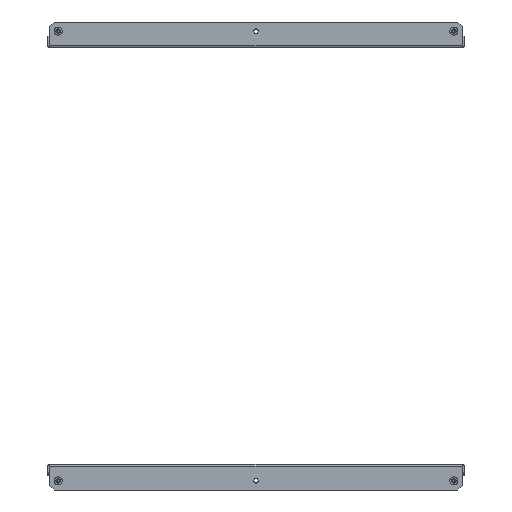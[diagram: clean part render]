
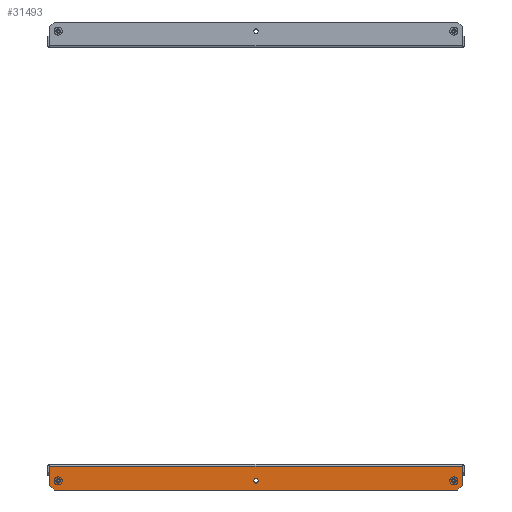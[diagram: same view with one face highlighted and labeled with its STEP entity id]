
A CAD part, left-side view. The second image highlights one B-rep face of the part: STEP entity #31493.
In plain terms, the highlighted planar face has unit normal (-1, 0, 0).
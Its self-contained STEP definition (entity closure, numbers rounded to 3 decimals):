
#35 = DIRECTION ( 'NONE',  ( 0., 0., 1. ) ) ;
#89 = DIRECTION ( 'NONE',  ( 0., 0., -1. ) ) ;
#120 = DIRECTION ( 'NONE',  ( 0., 0., 1. ) ) ;
#355 = DIRECTION ( 'NONE',  ( -1., 0., 0. ) ) ;
#413 = CARTESIAN_POINT ( 'NONE',  ( -248.5, 237.5, -20. ) ) ;
#742 = CARTESIAN_POINT ( 'NONE',  ( -248.5, 247.5, -26. ) ) ;
#862 = DIRECTION ( 'NONE',  ( 0., 0., 1. ) ) ;
#1236 = EDGE_CURVE ( 'NONE', #32054, #10360, #20877, .T. ) ;
#1557 = VERTEX_POINT ( 'NONE', #742 ) ;
#2267 = EDGE_CURVE ( 'NONE', #31946, #11278, #6250, .T. ) ;
#2540 = CARTESIAN_POINT ( 'NONE',  ( -248.5, -247.5, -31. ) ) ;
#3118 = DIRECTION ( 'NONE',  ( -1., 0., 0. ) ) ;
#3130 = ORIENTED_EDGE ( 'NONE', *, *, #18511, .T. ) ;
#3572 = DIRECTION ( 'NONE',  ( 0., 1., 0. ) ) ;
#3588 = LINE ( 'NONE', #23196, #22485 ) ;
#3604 = CARTESIAN_POINT ( 'NONE',  ( -248.5, 247.5, -2.5 ) ) ;
#3641 = ORIENTED_EDGE ( 'NONE', *, *, #17568, .F. ) ;
#3811 = VERTEX_POINT ( 'NONE', #21018 ) ;
#3828 = EDGE_LOOP ( 'NONE', ( #20547, #5238 ) ) ;
#3978 = CIRCLE ( 'NONE', #10780, 2.75 ) ;
#5238 = ORIENTED_EDGE ( 'NONE', *, *, #2267, .F. ) ;
#5451 = CARTESIAN_POINT ( 'NONE',  ( -248.5, -237.5, -20. ) ) ;
#5636 = CARTESIAN_POINT ( 'NONE',  ( -248.5, 247.5, -1.5 ) ) ;
#5800 = VERTEX_POINT ( 'NONE', #20475 ) ;
#6102 = CARTESIAN_POINT ( 'NONE',  ( -248.5, -237.5, -20. ) ) ;
#6250 = CIRCLE ( 'NONE', #14581, 2.75 ) ;
#6307 = CARTESIAN_POINT ( 'NONE',  ( -248.5, 0., -20. ) ) ;
#6552 = EDGE_CURVE ( 'NONE', #11278, #31946, #3978, .T. ) ;
#6805 = CARTESIAN_POINT ( 'NONE',  ( -248.5, -242.5, -31. ) ) ;
#6962 = VECTOR ( 'NONE', #27094, 1000. ) ;
#7183 = EDGE_CURVE ( 'NONE', #3811, #13348, #11331, .T. ) ;
#7779 = VECTOR ( 'NONE', #30681, 1000. ) ;
#7894 = CARTESIAN_POINT ( 'NONE',  ( -248.5, 237.5, -20. ) ) ;
#7978 = CARTESIAN_POINT ( 'NONE',  ( -248.5, 0., -22.75 ) ) ;
#8595 = DIRECTION ( 'NONE',  ( 0., 0., 1. ) ) ;
#8661 = FACE_BOUND ( 'NONE', #10068, .T. ) ;
#9119 = LINE ( 'NONE', #15973, #24791 ) ;
#9762 = VECTOR ( 'NONE', #89, 1000. ) ;
#9836 = ORIENTED_EDGE ( 'NONE', *, *, #1236, .T. ) ;
#10068 = EDGE_LOOP ( 'NONE', ( #3641, #28073 ) ) ;
#10360 = VERTEX_POINT ( 'NONE', #14858 ) ;
#10706 = DIRECTION ( 'NONE',  ( 0., 0., 1. ) ) ;
#10780 = AXIS2_PLACEMENT_3D ( 'NONE', #29867, #12397, #19908 ) ;
#11278 = VERTEX_POINT ( 'NONE', #12666 ) ;
#11331 = CIRCLE ( 'NONE', #20191, 2.75 ) ;
#11703 = AXIS2_PLACEMENT_3D ( 'NONE', #5451, #23248, #862 ) ;
#11942 = ORIENTED_EDGE ( 'NONE', *, *, #28372, .F. ) ;
#12132 = EDGE_LOOP ( 'NONE', ( #11942, #3130, #30219, #9836, #17671, #28868 ) ) ;
#12397 = DIRECTION ( 'NONE',  ( -1., 0., 0. ) ) ;
#12666 = CARTESIAN_POINT ( 'NONE',  ( -248.5, 0., -17.25 ) ) ;
#13232 = FACE_BOUND ( 'NONE', #3828, .T. ) ;
#13348 = VERTEX_POINT ( 'NONE', #21477 ) ;
#13707 = VERTEX_POINT ( 'NONE', #20165 ) ;
#13768 = DIRECTION ( 'NONE',  ( 1., 0., 0. ) ) ;
#13899 = CARTESIAN_POINT ( 'NONE',  ( -248.5, 237.5, -17.25 ) ) ;
#14052 = EDGE_CURVE ( 'NONE', #14123, #14137, #30503, .T. ) ;
#14123 = VERTEX_POINT ( 'NONE', #16018 ) ;
#14137 = VERTEX_POINT ( 'NONE', #13899 ) ;
#14581 = AXIS2_PLACEMENT_3D ( 'NONE', #6307, #23291, #8595 ) ;
#14656 = LINE ( 'NONE', #5636, #32103 ) ;
#14858 = CARTESIAN_POINT ( 'NONE',  ( -248.5, -247.5, -26. ) ) ;
#15364 = CIRCLE ( 'NONE', #11703, 2.75 ) ;
#15754 = DIRECTION ( 'NONE',  ( -1., 0., 0. ) ) ;
#15973 = CARTESIAN_POINT ( 'NONE',  ( -248.5, 0., -2.5 ) ) ;
#16018 = CARTESIAN_POINT ( 'NONE',  ( -248.5, 237.5, -22.75 ) ) ;
#16163 = CARTESIAN_POINT ( 'NONE',  ( -248.5, 0., 0. ) ) ;
#16196 = CIRCLE ( 'NONE', #28715, 2.75 ) ;
#17135 = CARTESIAN_POINT ( 'NONE',  ( -248.5, 247.5, -31. ) ) ;
#17568 = EDGE_CURVE ( 'NONE', #14137, #14123, #16196, .T. ) ;
#17671 = ORIENTED_EDGE ( 'NONE', *, *, #30009, .F. ) ;
#18446 = FACE_OUTER_BOUND ( 'NONE', #12132, .T. ) ;
#18511 = EDGE_CURVE ( 'NONE', #1557, #13707, #3588, .T. ) ;
#18775 = DIRECTION ( 'NONE',  ( 0., -0.707, -0.707 ) ) ;
#19908 = DIRECTION ( 'NONE',  ( 0., 0., 1. ) ) ;
#20165 = CARTESIAN_POINT ( 'NONE',  ( -248.5, 242.5, -31. ) ) ;
#20185 = AXIS2_PLACEMENT_3D ( 'NONE', #16163, #3118, #23038 ) ;
#20191 = AXIS2_PLACEMENT_3D ( 'NONE', #6102, #13768, #23731 ) ;
#20475 = CARTESIAN_POINT ( 'NONE',  ( -248.5, -247.5, -2.5 ) ) ;
#20547 = ORIENTED_EDGE ( 'NONE', *, *, #6552, .F. ) ;
#20877 = LINE ( 'NONE', #31156, #7779 ) ;
#21018 = CARTESIAN_POINT ( 'NONE',  ( -248.5, -237.5, -22.75 ) ) ;
#21477 = CARTESIAN_POINT ( 'NONE',  ( -248.5, -237.5, -17.25 ) ) ;
#22485 = VECTOR ( 'NONE', #18775, 1000. ) ;
#23038 = DIRECTION ( 'NONE',  ( 0., 0., 1. ) ) ;
#23196 = CARTESIAN_POINT ( 'NONE',  ( -248.5, 136.75, -136.75 ) ) ;
#23203 = ORIENTED_EDGE ( 'NONE', *, *, #23627, .T. ) ;
#23248 = DIRECTION ( 'NONE',  ( 1., 0., 0. ) ) ;
#23291 = DIRECTION ( 'NONE',  ( -1., 0., 0. ) ) ;
#23627 = EDGE_CURVE ( 'NONE', #13348, #3811, #15364, .T. ) ;
#23731 = DIRECTION ( 'NONE',  ( 0., 0., 1. ) ) ;
#24131 = VERTEX_POINT ( 'NONE', #3604 ) ;
#24310 = EDGE_CURVE ( 'NONE', #32054, #13707, #31679, .T. ) ;
#24791 = VECTOR ( 'NONE', #3572, 1000. ) ;
#25490 = PLANE ( 'NONE',  #20185 ) ;
#25984 = EDGE_CURVE ( 'NONE', #5800, #24131, #9119, .T. ) ;
#27094 = DIRECTION ( 'NONE',  ( 0., 1., 0. ) ) ;
#27353 = LINE ( 'NONE', #2540, #9762 ) ;
#27361 = AXIS2_PLACEMENT_3D ( 'NONE', #7894, #355, #35 ) ;
#27934 = FACE_BOUND ( 'NONE', #31954, .T. ) ;
#28073 = ORIENTED_EDGE ( 'NONE', *, *, #14052, .F. ) ;
#28372 = EDGE_CURVE ( 'NONE', #1557, #24131, #14656, .T. ) ;
#28715 = AXIS2_PLACEMENT_3D ( 'NONE', #413, #15754, #10706 ) ;
#28868 = ORIENTED_EDGE ( 'NONE', *, *, #25984, .T. ) ;
#29867 = CARTESIAN_POINT ( 'NONE',  ( -248.5, 0., -20. ) ) ;
#30009 = EDGE_CURVE ( 'NONE', #5800, #10360, #27353, .T. ) ;
#30219 = ORIENTED_EDGE ( 'NONE', *, *, #24310, .F. ) ;
#30503 = CIRCLE ( 'NONE', #27361, 2.75 ) ;
#30681 = DIRECTION ( 'NONE',  ( 0., -0.707, 0.707 ) ) ;
#31156 = CARTESIAN_POINT ( 'NONE',  ( -248.5, -136.75, -136.75 ) ) ;
#31182 = ORIENTED_EDGE ( 'NONE', *, *, #7183, .T. ) ;
#31493 = ADVANCED_FACE ( 'NONE', ( #13232, #27934, #8661, #18446 ), #25490, .T. ) ;
#31679 = LINE ( 'NONE', #17135, #6962 ) ;
#31946 = VERTEX_POINT ( 'NONE', #7978 ) ;
#31954 = EDGE_LOOP ( 'NONE', ( #23203, #31182 ) ) ;
#32054 = VERTEX_POINT ( 'NONE', #6805 ) ;
#32103 = VECTOR ( 'NONE', #120, 1000. ) ;
